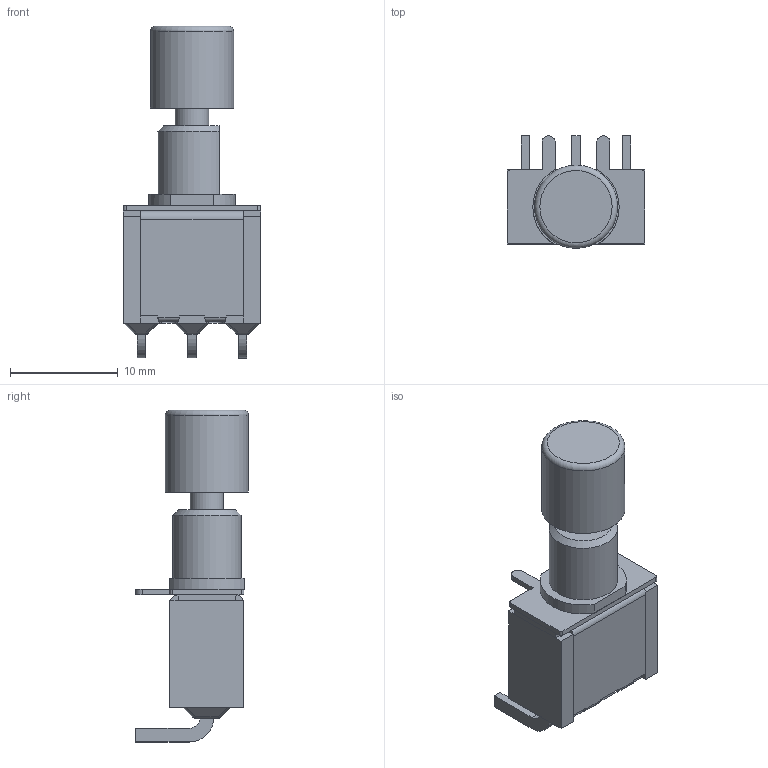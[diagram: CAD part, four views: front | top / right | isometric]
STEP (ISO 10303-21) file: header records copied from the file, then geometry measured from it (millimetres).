
FILE_DESCRIPTION(/* description */ (''),/* implementation_level */ '2;1');
FILE_NAME(/* name */ '700SP7B21M6xEC1xxx.stp',/* time_stamp */ '2025-05-16T08:12:57-05:00',/* author */ ('mroman'),/* organization */ (''),/* preprocessor_version */ 'ST-DEVELOPER v18.1',/* originating_system */ 'Autodesk Inventor 2022',/* authorisation */ '');
FILE_SCHEMA (('AUTOMOTIVE_DESIGN { 1 0 10303 214 3 1 1 }'));
Length unit declared in the file: centimetre
Products named in the file (1): 700SP7B21M6xEC1xxx
Bounding box: 12.7 x 10.46 x 30.77 mm (x, y, z)
Volume: 1508.8 mm3; surface area: 1577.4 mm2
Topology: 2 solids, 3 shells, 250 faces, 630 edges, 385 vertices
Faces by surface type: plane 163, cylinder 67, sphere 12, torus 7, cone 1
Full cylindrical faces by diameter (mm): 3.1 x2, 7.7 x1
Entity records: 7405 total; most frequent: CARTESIAN_POINT 1366, DIRECTION 1263, ORIENTED_EDGE 1236, EDGE_CURVE 618, LINE 447, VECTOR 447, AXIS2_PLACEMENT_3D 408, VERTEX_POINT 385
